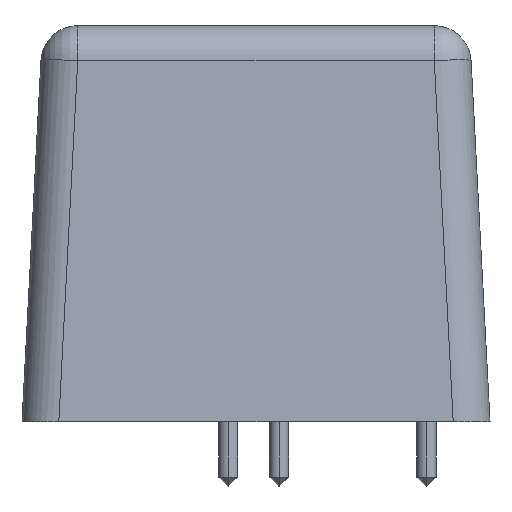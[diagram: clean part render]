
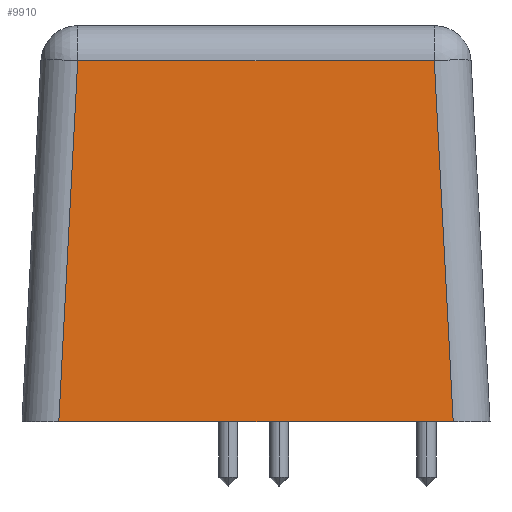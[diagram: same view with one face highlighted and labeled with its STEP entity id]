
A CAD part, left-side view. The second image highlights one B-rep face of the part: STEP entity #9910.
In plain terms, the highlighted planar face has unit normal (-0.999, 0, 0.052).
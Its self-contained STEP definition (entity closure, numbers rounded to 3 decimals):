
#163 = FACE_OUTER_BOUND ( 'NONE', #2505, .T. ) ;
#170 = VECTOR ( 'NONE', #5422, 1000. ) ;
#566 = EDGE_CURVE ( 'NONE', #12721, #2420, #6565, .T. ) ;
#993 = EDGE_CURVE ( 'NONE', #6963, #7562, #3084, .T. ) ;
#2106 = LINE ( 'NONE', #8291, #170 ) ;
#2363 = EDGE_CURVE ( 'NONE', #7562, #12721, #2106, .T. ) ;
#2420 = VERTEX_POINT ( 'NONE', #5583 ) ;
#2505 = EDGE_LOOP ( 'NONE', ( #6585, #7279, #12660, #16307 ) ) ;
#3084 = LINE ( 'NONE', #13896, #8154 ) ;
#3195 = CARTESIAN_POINT ( 'NONE',  ( -22.85, 12.7, 0. ) ) ;
#4200 = CARTESIAN_POINT ( 'NONE',  ( -21.823, 9.675, 19.605 ) ) ;
#4443 = DIRECTION ( 'NONE',  ( 0., 1., 0. ) ) ;
#5251 = VECTOR ( 'NONE', #15064, 1000. ) ;
#5422 = DIRECTION ( 'NONE',  ( -0.052, 0.052, -0.997 ) ) ;
#5583 = CARTESIAN_POINT ( 'NONE',  ( -22.85, -10.703, 0. ) ) ;
#5806 = PLANE ( 'NONE',  #7842 ) ;
#6565 = LINE ( 'NONE', #16097, #7007 ) ;
#6585 = ORIENTED_EDGE ( 'NONE', *, *, #566, .T. ) ;
#6776 = CARTESIAN_POINT ( 'NONE',  ( -22.786, -10.639, 1.22 ) ) ;
#6963 = VERTEX_POINT ( 'NONE', #12854 ) ;
#7007 = VECTOR ( 'NONE', #17516, 1000. ) ;
#7279 = ORIENTED_EDGE ( 'NONE', *, *, #11367, .T. ) ;
#7562 = VERTEX_POINT ( 'NONE', #4200 ) ;
#7842 = AXIS2_PLACEMENT_3D ( 'NONE', #3195, #11318, #9792 ) ;
#8154 = VECTOR ( 'NONE', #4443, 1000. ) ;
#8291 = CARTESIAN_POINT ( 'NONE',  ( -22.855, 10.708, -0.104 ) ) ;
#8705 = CARTESIAN_POINT ( 'NONE',  ( -22.85, 10.703, 0. ) ) ;
#9792 = DIRECTION ( 'NONE',  ( 0.052, 0., 0.999 ) ) ;
#9910 = ADVANCED_FACE ( 'NONE', ( #163 ), #5806, .T. ) ;
#11318 = DIRECTION ( 'NONE',  ( -0.999, 0., 0.052 ) ) ;
#11367 = EDGE_CURVE ( 'NONE', #2420, #6963, #17465, .T. ) ;
#12660 = ORIENTED_EDGE ( 'NONE', *, *, #993, .T. ) ;
#12721 = VERTEX_POINT ( 'NONE', #8705 ) ;
#12854 = CARTESIAN_POINT ( 'NONE',  ( -21.823, -9.675, 19.605 ) ) ;
#13896 = CARTESIAN_POINT ( 'NONE',  ( -21.823, 11.573, 19.605 ) ) ;
#15064 = DIRECTION ( 'NONE',  ( 0.052, 0.052, 0.997 ) ) ;
#16097 = CARTESIAN_POINT ( 'NONE',  ( -22.85, 12.7, 0. ) ) ;
#16307 = ORIENTED_EDGE ( 'NONE', *, *, #2363, .T. ) ;
#17465 = LINE ( 'NONE', #6776, #5251 ) ;
#17516 = DIRECTION ( 'NONE',  ( 0., -1., 0. ) ) ;
